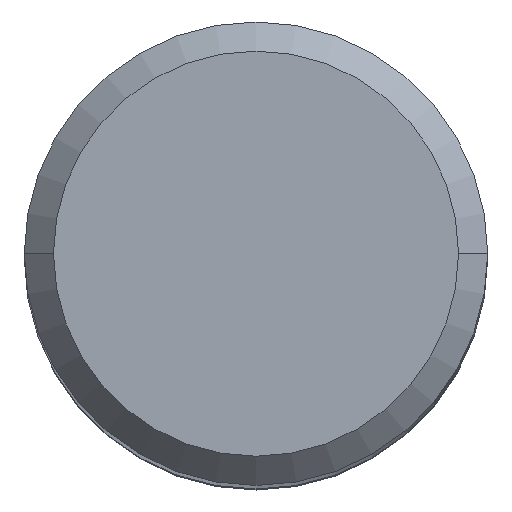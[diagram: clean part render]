
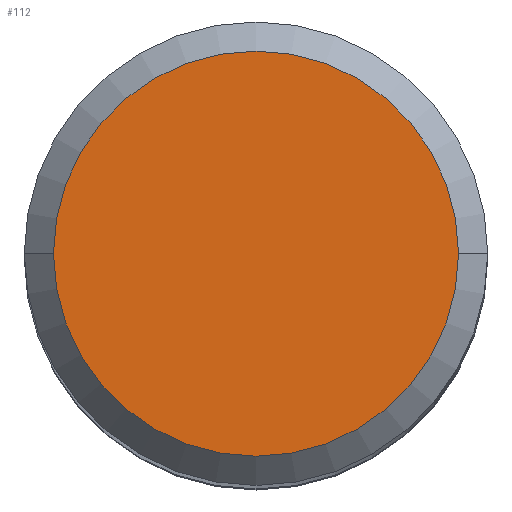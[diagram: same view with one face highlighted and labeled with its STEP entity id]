
A CAD part, top view. The second image highlights one B-rep face of the part: STEP entity #112.
In plain terms, the highlighted planar face has unit normal (0, 0, 1).
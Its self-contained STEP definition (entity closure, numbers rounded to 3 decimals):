
#52=PLANE('',#1217);
#112=ADVANCED_FACE('',(#200),#52,.F.);
#200=FACE_OUTER_BOUND('',#264,.T.);
#264=EDGE_LOOP('',(#420,#421));
#420=ORIENTED_EDGE('',*,*,#737,.T.);
#421=ORIENTED_EDGE('',*,*,#738,.T.);
#623=VERTEX_POINT('',#1927);
#626=VERTEX_POINT('',#1932);
#737=EDGE_CURVE('',#623,#626,#880,.T.);
#738=EDGE_CURVE('',#626,#623,#881,.T.);
#880=CIRCLE('',#1214,6.938);
#881=CIRCLE('',#1216,6.938);
#1214=AXIS2_PLACEMENT_3D('',#1933,#1517,#1518);
#1216=AXIS2_PLACEMENT_3D('',#1935,#1521,#1522);
#1217=AXIS2_PLACEMENT_3D('',#1936,#1523,#1524);
#1517=DIRECTION('',(0.,0.,1.));
#1518=DIRECTION('',(1.,0.,0.));
#1521=DIRECTION('',(0.,0.,1.));
#1522=DIRECTION('',(-1.,0.,0.));
#1523=DIRECTION('',(0.,0.,-1.));
#1524=DIRECTION('',(1.,0.,0.));
#1927=CARTESIAN_POINT('',(6.938,0.,30.92));
#1932=CARTESIAN_POINT('',(-6.938,0.,30.92));
#1933=CARTESIAN_POINT('',(0.,0.,30.92));
#1935=CARTESIAN_POINT('',(0.,0.,30.92));
#1936=CARTESIAN_POINT('',(0.,0.,30.92));
